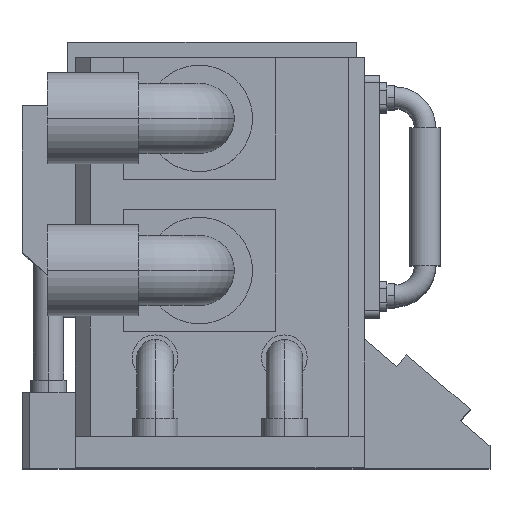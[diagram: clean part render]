
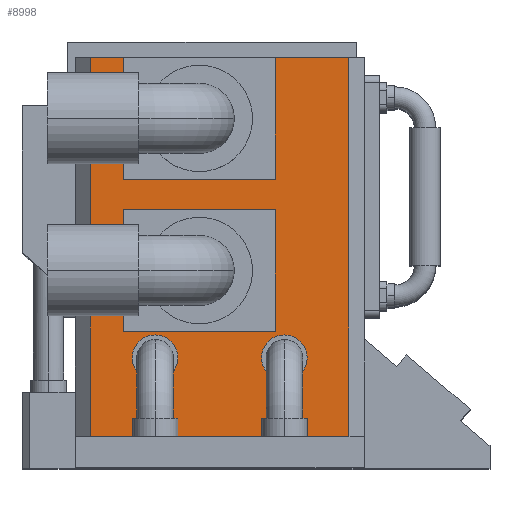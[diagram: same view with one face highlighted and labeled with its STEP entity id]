
A CAD part, top view. The second image highlights one B-rep face of the part: STEP entity #8998.
In plain terms, the highlighted planar face has unit normal (0, 0, 1).
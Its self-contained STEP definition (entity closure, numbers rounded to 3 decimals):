
#111 = LINE ( 'NONE', #13386, #13952 ) ;
#159 = CARTESIAN_POINT ( 'NONE',  ( 131.627, 190., 0. ) ) ;
#306 = ORIENTED_EDGE ( 'NONE', *, *, #11420, .T. ) ;
#454 = VERTEX_POINT ( 'NONE', #4733 ) ;
#496 = CIRCLE ( 'NONE', #5822, 15. ) ;
#564 = CARTESIAN_POINT ( 'NONE',  ( 131.627, 270., 0. ) ) ;
#651 = EDGE_CURVE ( 'NONE', #14238, #2837, #7346, .T. ) ;
#720 = DIRECTION ( 'NONE',  ( 0., -1., 0. ) ) ;
#834 = FACE_OUTER_BOUND ( 'NONE', #3819, .T. ) ;
#877 = CARTESIAN_POINT ( 'NONE',  ( 131.627, 170., 0. ) ) ;
#1138 = CARTESIAN_POINT ( 'NONE',  ( 10., 270., 0. ) ) ;
#1317 = VERTEX_POINT ( 'NONE', #8996 ) ;
#1334 = CARTESIAN_POINT ( 'NONE',  ( 131.627, 190., 0. ) ) ;
#1377 = VERTEX_POINT ( 'NONE', #8109 ) ;
#1468 = ORIENTED_EDGE ( 'NONE', *, *, #14133, .T. ) ;
#1484 = DIRECTION ( 'NONE',  ( -1., 0., 0. ) ) ;
#1485 = VECTOR ( 'NONE', #2913, 1000. ) ;
#1488 = VERTEX_POINT ( 'NONE', #564 ) ;
#1496 = CARTESIAN_POINT ( 'NONE',  ( 31.627, 170., 0. ) ) ;
#1499 = DIRECTION ( 'NONE',  ( 0., 0., 1. ) ) ;
#1535 = LINE ( 'NONE', #7255, #1485 ) ;
#1679 = DIRECTION ( 'NONE',  ( 1., 0., 0. ) ) ;
#2178 = EDGE_CURVE ( 'NONE', #4995, #13242, #8372, .T. ) ;
#2445 = ORIENTED_EDGE ( 'NONE', *, *, #2950, .T. ) ;
#2495 = LINE ( 'NONE', #1334, #4390 ) ;
#2659 = VERTEX_POINT ( 'NONE', #5312 ) ;
#2782 = DIRECTION ( 'NONE',  ( 1., 0., 0. ) ) ;
#2837 = VERTEX_POINT ( 'NONE', #159 ) ;
#2913 = DIRECTION ( 'NONE',  ( 0., 1., 0. ) ) ;
#2932 = FACE_BOUND ( 'NONE', #6659, .T. ) ;
#2950 = EDGE_CURVE ( 'NONE', #14238, #13469, #1535, .T. ) ;
#2953 = ORIENTED_EDGE ( 'NONE', *, *, #9613, .F. ) ;
#3076 = VERTEX_POINT ( 'NONE', #13206 ) ;
#3138 = AXIS2_PLACEMENT_3D ( 'NONE', #5792, #6672, #9140 ) ;
#3195 = CARTESIAN_POINT ( 'NONE',  ( 37.5, 72.597, 0. ) ) ;
#3223 = EDGE_CURVE ( 'NONE', #1317, #1377, #6612, .T. ) ;
#3237 = ORIENTED_EDGE ( 'NONE', *, *, #10860, .F. ) ;
#3313 = LINE ( 'NONE', #1138, #7290 ) ;
#3462 = LINE ( 'NONE', #4767, #12260 ) ;
#3628 = CARTESIAN_POINT ( 'NONE',  ( 180., 20.388, 0. ) ) ;
#3671 = DIRECTION ( 'NONE',  ( 0., 1., 0. ) ) ;
#3690 = CARTESIAN_POINT ( 'NONE',  ( 0., 270., 0. ) ) ;
#3810 = DIRECTION ( 'NONE',  ( -1., 0., 0. ) ) ;
#3819 = EDGE_LOOP ( 'NONE', ( #1468, #3237, #10564, #13330, #10113, #12372, #2445, #6457 ) ) ;
#4390 = VECTOR ( 'NONE', #9907, 1000. ) ;
#4612 = ORIENTED_EDGE ( 'NONE', *, *, #2178, .F. ) ;
#4733 = CARTESIAN_POINT ( 'NONE',  ( 180., 270., 0. ) ) ;
#4767 = CARTESIAN_POINT ( 'NONE',  ( 131.627, 90., 0. ) ) ;
#4897 = EDGE_CURVE ( 'NONE', #5468, #3076, #7215, .T. ) ;
#4995 = VERTEX_POINT ( 'NONE', #9841 ) ;
#5039 = CARTESIAN_POINT ( 'NONE',  ( 131.627, 90., 0. ) ) ;
#5082 = ORIENTED_EDGE ( 'NONE', *, *, #4897, .F. ) ;
#5165 = CARTESIAN_POINT ( 'NONE',  ( 31.627, 270., 0. ) ) ;
#5186 = EDGE_CURVE ( 'NONE', #1488, #454, #111, .T. ) ;
#5312 = CARTESIAN_POINT ( 'NONE',  ( 10., 270., 0. ) ) ;
#5320 = VERTEX_POINT ( 'NONE', #3628 ) ;
#5468 = VERTEX_POINT ( 'NONE', #3195 ) ;
#5565 = VERTEX_POINT ( 'NONE', #6877 ) ;
#5589 = AXIS2_PLACEMENT_3D ( 'NONE', #13011, #9745, #8667 ) ;
#5705 = DIRECTION ( 'NONE',  ( 1., 0., 0. ) ) ;
#5792 = CARTESIAN_POINT ( 'NONE',  ( 137.5, 72.597, 0. ) ) ;
#5822 = AXIS2_PLACEMENT_3D ( 'NONE', #6990, #13882, #1484 ) ;
#5853 = VECTOR ( 'NONE', #12799, 1000. ) ;
#6210 = DIRECTION ( 'NONE',  ( 1., 0., 0. ) ) ;
#6457 = ORIENTED_EDGE ( 'NONE', *, *, #12195, .F. ) ;
#6612 = CIRCLE ( 'NONE', #3138, 15. ) ;
#6659 = EDGE_LOOP ( 'NONE', ( #2953, #4612, #306, #13894 ) ) ;
#6672 = DIRECTION ( 'NONE',  ( 0., 0., -1. ) ) ;
#6745 = AXIS2_PLACEMENT_3D ( 'NONE', #7005, #1499, #3810 ) ;
#6877 = CARTESIAN_POINT ( 'NONE',  ( 10., 20.388, 0. ) ) ;
#6990 = CARTESIAN_POINT ( 'NONE',  ( 52.5, 72.597, 0. ) ) ;
#7000 = CARTESIAN_POINT ( 'NONE',  ( 31.627, 190., 0. ) ) ;
#7005 = CARTESIAN_POINT ( 'NONE',  ( 52.5, 72.597, 0. ) ) ;
#7215 = CIRCLE ( 'NONE', #6745, 15. ) ;
#7255 = CARTESIAN_POINT ( 'NONE',  ( 31.627, 190., 0. ) ) ;
#7290 = VECTOR ( 'NONE', #14284, 1000. ) ;
#7346 = LINE ( 'NONE', #10832, #10980 ) ;
#7578 = EDGE_CURVE ( 'NONE', #2837, #1488, #2495, .T. ) ;
#7808 = CARTESIAN_POINT ( 'NONE',  ( 137.5, 72.597, 0. ) ) ;
#7864 = DIRECTION ( 'NONE',  ( 1., 0., 0. ) ) ;
#7892 = VECTOR ( 'NONE', #6210, 1000. ) ;
#8019 = ORIENTED_EDGE ( 'NONE', *, *, #3223, .T. ) ;
#8021 = DIRECTION ( 'NONE',  ( 0., 0., -1. ) ) ;
#8104 = CARTESIAN_POINT ( 'NONE',  ( 0., 20.388, 0. ) ) ;
#8109 = CARTESIAN_POINT ( 'NONE',  ( 122.5, 72.597, 0. ) ) ;
#8307 = LINE ( 'NONE', #13674, #7892 ) ;
#8372 = LINE ( 'NONE', #5039, #10339 ) ;
#8399 = EDGE_CURVE ( 'NONE', #14243, #10709, #8307, .T. ) ;
#8667 = DIRECTION ( 'NONE',  ( -1., 0., 0. ) ) ;
#8996 = CARTESIAN_POINT ( 'NONE',  ( 152.5, 72.597, 0. ) ) ;
#8998 = ADVANCED_FACE ( 'NONE', ( #12872, #11779, #2932, #834 ), #14031, .F. ) ;
#9140 = DIRECTION ( 'NONE',  ( 1., 0., 0. ) ) ;
#9183 = EDGE_LOOP ( 'NONE', ( #14116, #8019 ) ) ;
#9333 = AXIS2_PLACEMENT_3D ( 'NONE', #7808, #8021, #5705 ) ;
#9357 = DIRECTION ( 'NONE',  ( 1., 0., 0. ) ) ;
#9613 = EDGE_CURVE ( 'NONE', #13242, #10709, #3462, .T. ) ;
#9654 = CARTESIAN_POINT ( 'NONE',  ( 180., 270., 0. ) ) ;
#9745 = DIRECTION ( 'NONE',  ( 0., 0., -1. ) ) ;
#9841 = CARTESIAN_POINT ( 'NONE',  ( 31.627, 90., 0. ) ) ;
#9907 = DIRECTION ( 'NONE',  ( 0., 1., 0. ) ) ;
#10113 = ORIENTED_EDGE ( 'NONE', *, *, #7578, .F. ) ;
#10186 = EDGE_CURVE ( 'NONE', #3076, #5468, #496, .T. ) ;
#10339 = VECTOR ( 'NONE', #2782, 1000. ) ;
#10375 = LINE ( 'NONE', #3690, #12134 ) ;
#10564 = ORIENTED_EDGE ( 'NONE', *, *, #10625, .F. ) ;
#10625 = EDGE_CURVE ( 'NONE', #454, #5320, #10735, .T. ) ;
#10709 = VERTEX_POINT ( 'NONE', #877 ) ;
#10735 = LINE ( 'NONE', #9654, #11868 ) ;
#10832 = CARTESIAN_POINT ( 'NONE',  ( 131.627, 190., 0. ) ) ;
#10860 = EDGE_CURVE ( 'NONE', #5320, #5565, #13619, .T. ) ;
#10980 = VECTOR ( 'NONE', #1679, 1000. ) ;
#11237 = EDGE_CURVE ( 'NONE', #1377, #1317, #12575, .T. ) ;
#11420 = EDGE_CURVE ( 'NONE', #4995, #14243, #13666, .T. ) ;
#11487 = ORIENTED_EDGE ( 'NONE', *, *, #10186, .F. ) ;
#11779 = FACE_BOUND ( 'NONE', #13643, .T. ) ;
#11868 = VECTOR ( 'NONE', #720, 1000. ) ;
#12134 = VECTOR ( 'NONE', #9357, 1000. ) ;
#12148 = CARTESIAN_POINT ( 'NONE',  ( 131.627, 90., 0. ) ) ;
#12195 = EDGE_CURVE ( 'NONE', #2659, #13469, #10375, .T. ) ;
#12260 = VECTOR ( 'NONE', #3671, 1000. ) ;
#12372 = ORIENTED_EDGE ( 'NONE', *, *, #651, .F. ) ;
#12394 = DIRECTION ( 'NONE',  ( -1., 0., 0. ) ) ;
#12575 = CIRCLE ( 'NONE', #9333, 15. ) ;
#12799 = DIRECTION ( 'NONE',  ( 0., 1., 0. ) ) ;
#12872 = FACE_BOUND ( 'NONE', #9183, .T. ) ;
#13011 = CARTESIAN_POINT ( 'NONE',  ( 0., 270., 0. ) ) ;
#13206 = CARTESIAN_POINT ( 'NONE',  ( 67.5, 72.597, 0. ) ) ;
#13242 = VERTEX_POINT ( 'NONE', #12148 ) ;
#13330 = ORIENTED_EDGE ( 'NONE', *, *, #5186, .F. ) ;
#13386 = CARTESIAN_POINT ( 'NONE',  ( 0., 270., 0. ) ) ;
#13469 = VERTEX_POINT ( 'NONE', #5165 ) ;
#13619 = LINE ( 'NONE', #8104, #14189 ) ;
#13643 = EDGE_LOOP ( 'NONE', ( #5082, #11487 ) ) ;
#13666 = LINE ( 'NONE', #13884, #5853 ) ;
#13674 = CARTESIAN_POINT ( 'NONE',  ( 131.627, 170., 0. ) ) ;
#13882 = DIRECTION ( 'NONE',  ( 0., 0., 1. ) ) ;
#13884 = CARTESIAN_POINT ( 'NONE',  ( 31.627, 90., 0. ) ) ;
#13894 = ORIENTED_EDGE ( 'NONE', *, *, #8399, .T. ) ;
#13952 = VECTOR ( 'NONE', #7864, 1000. ) ;
#14031 = PLANE ( 'NONE',  #5589 ) ;
#14116 = ORIENTED_EDGE ( 'NONE', *, *, #11237, .T. ) ;
#14133 = EDGE_CURVE ( 'NONE', #2659, #5565, #3313, .T. ) ;
#14189 = VECTOR ( 'NONE', #12394, 1000. ) ;
#14238 = VERTEX_POINT ( 'NONE', #7000 ) ;
#14243 = VERTEX_POINT ( 'NONE', #1496 ) ;
#14284 = DIRECTION ( 'NONE',  ( 0., -1., 0. ) ) ;
